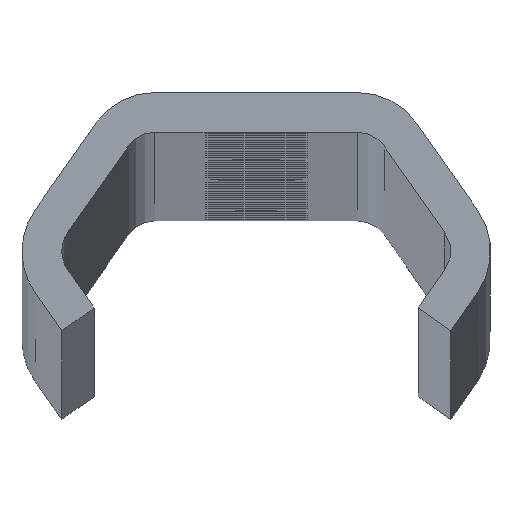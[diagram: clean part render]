
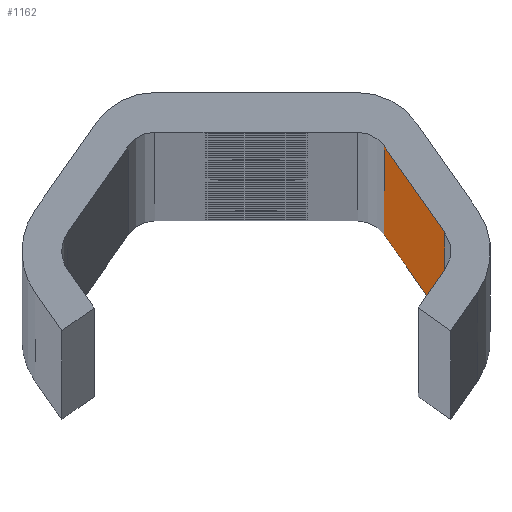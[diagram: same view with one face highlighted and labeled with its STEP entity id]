
A CAD part, top view. The second image highlights one B-rep face of the part: STEP entity #1162.
In plain terms, the highlighted planar face has unit normal (-0.819, -0.574, 0).
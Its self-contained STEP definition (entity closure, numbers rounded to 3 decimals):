
#380 = VECTOR ( 'NONE', #5541, 1000. ) ;
#534 = LINE ( 'NONE', #4589, #3299 ) ;
#808 = VECTOR ( 'NONE', #1606, 1000. ) ;
#920 = EDGE_CURVE ( 'NONE', #2608, #7029, #3109, .T. ) ;
#1162 = ADVANCED_FACE ( 'NONE', ( #2827 ), #5223, .F. ) ;
#1606 = DIRECTION ( 'NONE',  ( 0.574, -0.819, 0. ) ) ;
#1651 = DIRECTION ( 'NONE',  ( 0., 0., -1. ) ) ;
#1826 = VECTOR ( 'NONE', #1651, 1000. ) ;
#2207 = CARTESIAN_POINT ( 'NONE',  ( 11.883, 1.163, -1600. ) ) ;
#2234 = DIRECTION ( 'NONE',  ( 0., 0., -1. ) ) ;
#2371 = CARTESIAN_POINT ( 'NONE',  ( 8.052, 6.635, 1600. ) ) ;
#2472 = CARTESIAN_POINT ( 'NONE',  ( 8.052, 6.635, -1600. ) ) ;
#2479 = CARTESIAN_POINT ( 'NONE',  ( 8.052, 6.635, -1600. ) ) ;
#2600 = ORIENTED_EDGE ( 'NONE', *, *, #6595, .T. ) ;
#2608 = VERTEX_POINT ( 'NONE', #2472 ) ;
#2781 = EDGE_LOOP ( 'NONE', ( #3750, #2851, #4336, #2600 ) ) ;
#2827 = FACE_OUTER_BOUND ( 'NONE', #2781, .T. ) ;
#2832 = CARTESIAN_POINT ( 'NONE',  ( 8.052, 6.635, 1600. ) ) ;
#2851 = ORIENTED_EDGE ( 'NONE', *, *, #7431, .F. ) ;
#2900 = CARTESIAN_POINT ( 'NONE',  ( 8.052, 6.635, 1600. ) ) ;
#3108 = VERTEX_POINT ( 'NONE', #3254 ) ;
#3109 = LINE ( 'NONE', #2479, #380 ) ;
#3254 = CARTESIAN_POINT ( 'NONE',  ( 11.883, 1.163, 1600. ) ) ;
#3299 = VECTOR ( 'NONE', #2234, 1000. ) ;
#3750 = ORIENTED_EDGE ( 'NONE', *, *, #920, .T. ) ;
#4112 = DIRECTION ( 'NONE',  ( 0.819, 0.574, 0. ) ) ;
#4336 = ORIENTED_EDGE ( 'NONE', *, *, #7038, .F. ) ;
#4589 = CARTESIAN_POINT ( 'NONE',  ( 11.883, 1.163, 1600. ) ) ;
#4762 = CARTESIAN_POINT ( 'NONE',  ( 8.052, 6.635, 1600. ) ) ;
#5223 = PLANE ( 'NONE',  #5534 ) ;
#5534 = AXIS2_PLACEMENT_3D ( 'NONE', #2900, #4112, #6575 ) ;
#5541 = DIRECTION ( 'NONE',  ( 0.574, -0.819, 0. ) ) ;
#6549 = LINE ( 'NONE', #4762, #1826 ) ;
#6575 = DIRECTION ( 'NONE',  ( -0.574, 0.819, 0. ) ) ;
#6595 = EDGE_CURVE ( 'NONE', #6654, #2608, #6549, .T. ) ;
#6654 = VERTEX_POINT ( 'NONE', #2371 ) ;
#7025 = LINE ( 'NONE', #2832, #808 ) ;
#7029 = VERTEX_POINT ( 'NONE', #2207 ) ;
#7038 = EDGE_CURVE ( 'NONE', #6654, #3108, #7025, .T. ) ;
#7431 = EDGE_CURVE ( 'NONE', #3108, #7029, #534, .T. ) ;
